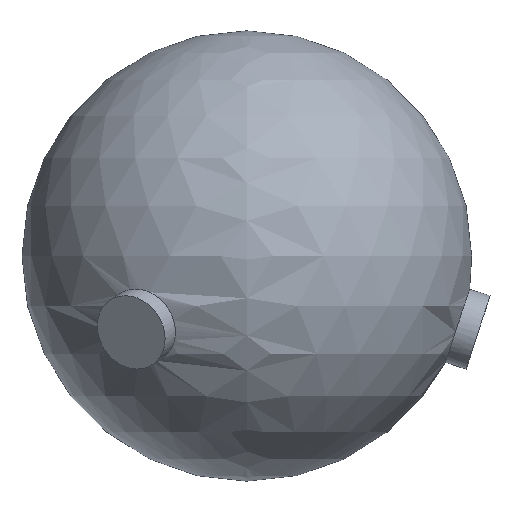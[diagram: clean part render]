
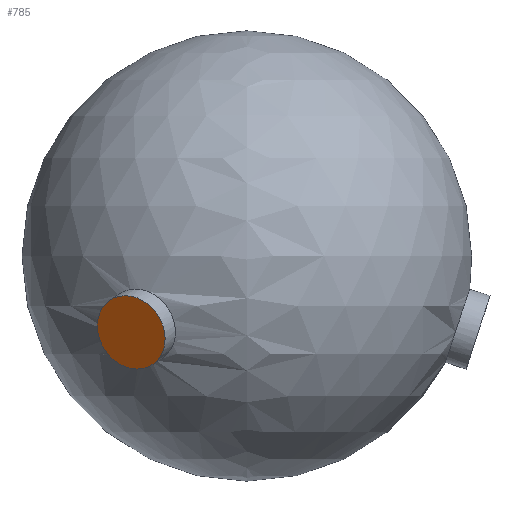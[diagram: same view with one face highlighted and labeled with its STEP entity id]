
A CAD part, front view. The second image highlights one B-rep face of the part: STEP entity #785.
In plain terms, the highlighted planar face has unit normal (-0.475, -0.824, -0.309).
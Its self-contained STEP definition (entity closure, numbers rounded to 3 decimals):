
#546 = CYLINDRICAL_SURFACE('',#547,3.68);
#547 = AXIS2_PLACEMENT_3D('',#548,#549,#550);
#548 = CARTESIAN_POINT('',(-8.066,-13.971,
    -5.362));
#549 = DIRECTION('',(-0.476,-0.824,-0.309));
#550 = DIRECTION('',(0.155,0.268,-0.951));
#728 = VERTEX_POINT('',#729);
#729 = CARTESIAN_POINT('',(-10.47,-18.134,
    -10.793));
#750 = EDGE_CURVE('',#728,#728,#751,.T.);
#751 = SURFACE_CURVE('',#752,(#757,#764),.PCURVE_S1.);
#752 = CIRCLE('',#753,3.68);
#753 = AXIS2_PLACEMENT_3D('',#754,#755,#756);
#754 = CARTESIAN_POINT('',(-11.038,-19.119,
    -7.293));
#755 = DIRECTION('',(-0.476,-0.824,-0.309));
#756 = DIRECTION('',(0.155,0.268,-0.951));
#757 = PCURVE('',#546,#758);
#758 = DEFINITIONAL_REPRESENTATION('',(#759),#763);
#759 = LINE('',#760,#761);
#760 = CARTESIAN_POINT('',(0.,6.25));
#761 = VECTOR('',#762,1.);
#762 = DIRECTION('',(1.,0.));
#763 = ( GEOMETRIC_REPRESENTATION_CONTEXT(2) 
PARAMETRIC_REPRESENTATION_CONTEXT() REPRESENTATION_CONTEXT('2D SPACE',''
  ) );
#764 = PCURVE('',#765,#770);
#765 = PLANE('',#766);
#766 = AXIS2_PLACEMENT_3D('',#767,#768,#769);
#767 = CARTESIAN_POINT('',(-11.038,-19.119,
    -7.293));
#768 = DIRECTION('',(-0.476,-0.824,-0.309));
#769 = DIRECTION('',(0.155,0.268,-0.951));
#770 = DEFINITIONAL_REPRESENTATION('',(#771),#775);
#771 = CIRCLE('',#772,3.68);
#772 = AXIS2_PLACEMENT_2D('',#773,#774);
#773 = CARTESIAN_POINT('',(0.,0.));
#774 = DIRECTION('',(1.,0.));
#775 = ( GEOMETRIC_REPRESENTATION_CONTEXT(2) 
PARAMETRIC_REPRESENTATION_CONTEXT() REPRESENTATION_CONTEXT('2D SPACE',''
  ) );
#785 = ADVANCED_FACE('',(#786),#765,.T.);
#786 = FACE_BOUND('',#787,.T.);
#787 = EDGE_LOOP('',(#788));
#788 = ORIENTED_EDGE('',*,*,#750,.T.);
